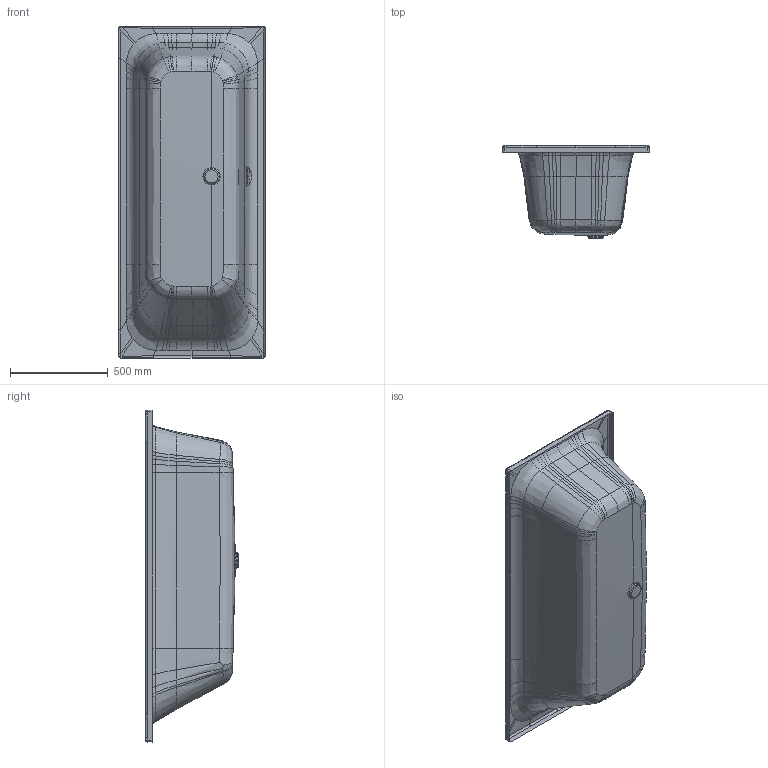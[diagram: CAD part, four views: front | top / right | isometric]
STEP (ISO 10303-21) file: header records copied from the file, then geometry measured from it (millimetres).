
FILE_DESCRIPTION((''),'2;1');
FILE_NAME('UBA170FDN2V_FORMAT','2022-06-29T15:44:25',('hegemanc'),('Villeroy & Boch Wellness bv'),'CREO PARAMETRIC BY PTC INC, 2020454','CREO PARAMETRIC BY PTC INC, 2020454','');
FILE_SCHEMA(('CONFIG_CONTROL_DESIGN'));
Length unit declared in the file: millimetre
Products named in the file (1): UBA170FDN2V_FORMAT
Bounding box: 750 x 476.66 x 1700 mm (x, y, z)
Surface area: 2561620.4 mm2 (no closed solid volume)
Topology: 0 solids, 1 shells, 237 faces, 564 edges, 321 vertices
Faces by surface type: bspline 187, cylinder 20, plane 20, torus 6, cone 4
Entity records: 12959 total; most frequent: CARTESIAN_POINT 8904, ORIENTED_EDGE 1082, EDGE_CURVE 564, B_SPLINE_CURVE_WITH_KNOTS 365, DIRECTION 340, VERTEX_POINT 321, EDGE_LOOP 237, FACE_OUTER_BOUND 237
